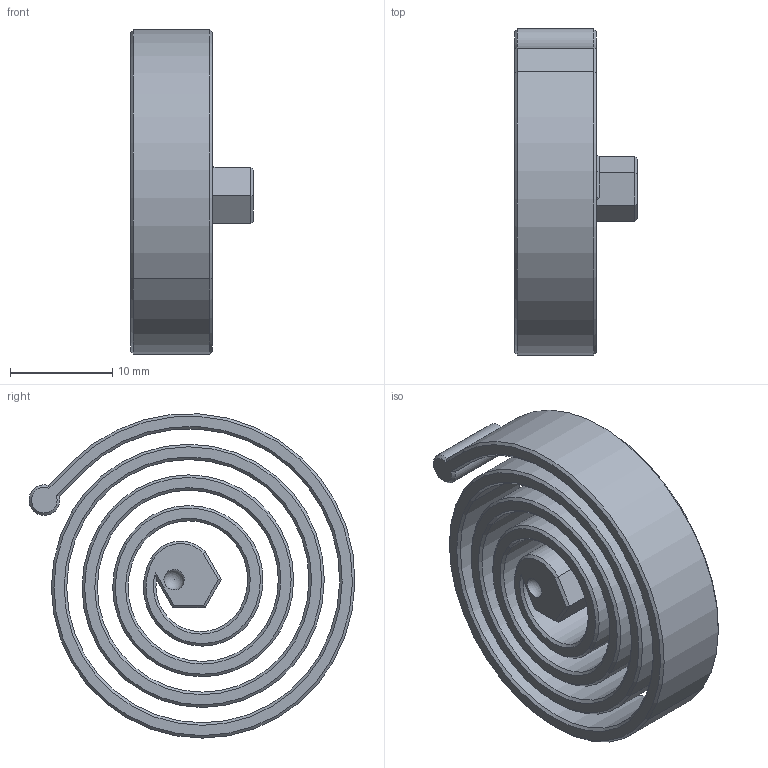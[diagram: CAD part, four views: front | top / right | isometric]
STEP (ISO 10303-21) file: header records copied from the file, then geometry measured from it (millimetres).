
FILE_DESCRIPTION(/* description */ ('Unknown'),/* implementation_level */ '2;1');
FILE_NAME(/* name */ 'mountBodyBase_apertureSpring_BS_GFX',/* time_stamp */ '2026-01-13T22:04:07-05:00',/* author */ ('Unknown'),/* organization */ ('Unknown'),/* preprocessor_version */ 'ST-DEVELOPER v18.1',/* originating_system */ 'Solid Edge',/* authorisation */ 'Unknown');
FILE_SCHEMA (('AUTOMOTIVE_DESIGN {1 0 10303 214 3 1 1}'));
Length unit declared in the file: millimetre
Products named in the file (2): dumbAdapter_GFX; mountBodyBase_apertureSpring_bronicaS2
Assembly tree (1 placements, depth 2):
  dumbAdapter_GFX
    mountBodyBase_apertureSpring_bronicaS2
Bounding box: 12 x 31.88 x 31.72 mm (x, y, z)
Volume: 3431.1 mm3; surface area: 5105.6 mm2
Topology: 1 solids, 1 shells, 85 faces, 196 edges, 114 vertices
Faces by surface type: cone 37, plane 28, cylinder 19, sphere 1
Full cylindrical faces by diameter (mm): 1.4 x1
Entity records: 2971 total; most frequent: DIRECTION 431, CARTESIAN_POINT 415, ORIENTED_EDGE 380, EDGE_CURVE 190, AXIS2_PLACEMENT_3D 163, VERTEX_POINT 111, LINE 105, VECTOR 105
